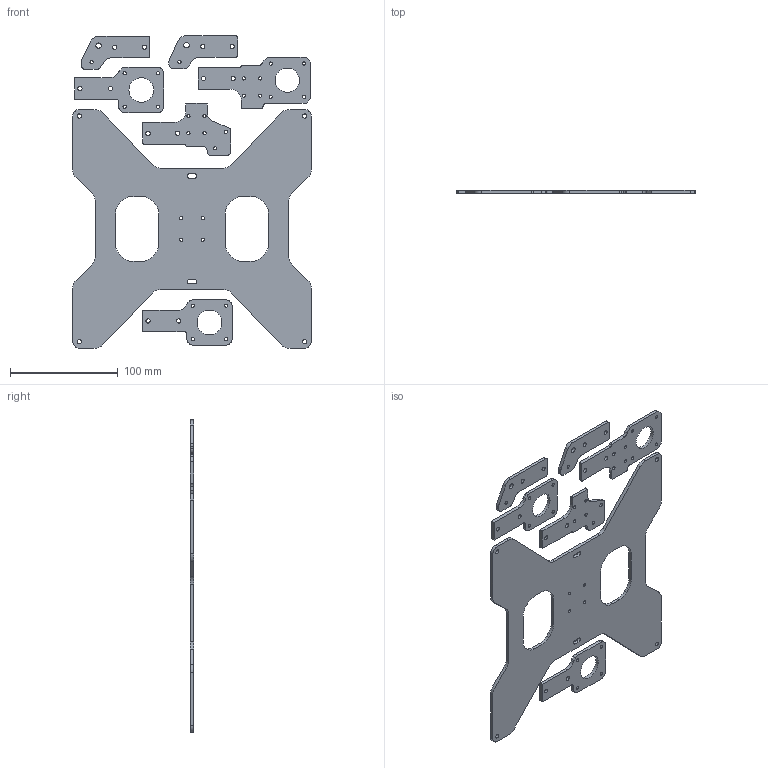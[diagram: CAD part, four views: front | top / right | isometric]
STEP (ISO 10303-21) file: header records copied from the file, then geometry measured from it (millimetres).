
FILE_DESCRIPTION(/* description */ (''),/* implementation_level */ '2;1');
FILE_NAME(/* name */ 'Сборка.step',/* time_stamp */ '2020-11-26T20:54:47+01:00',/* author */ (''),/* organization */ (''),/* preprocessor_version */ 'ST-DEVELOPER v18.1',/* originating_system */ 'Autodesk Translation Framework v9.3.0.1241',/* authorisation */ '');
FILE_SCHEMA (('AUTOMOTIVE_DESIGN { 1 0 10303 214 3 1 1 }'));
Length unit declared in the file: millimetre
Products named in the file (6): Untitled; Деталь2 - 2шт; Деталь3 - 2шт; Деталь4 - 1шт; Деталь5 - 1шт; Деталь1 - 1шт
Assembly tree (7 placements, depth 2):
  Untitled
    Деталь2 - 2шт  x2
    Деталь3 - 2шт  x2
    Деталь4 - 1шт
    Деталь5 - 1шт
    Деталь1 - 1шт
Bounding box: 221.5 x 3 x 289.97 mm (x, y, z)
Volume: 120665.6 mm3; surface area: 90744.5 mm2
Topology: 7 solids, 7 shells, 257 faces, 729 edges, 486 vertices
Faces by surface type: cylinder 144, plane 113
Full cylindrical faces by diameter (mm): 3 x28, 4 x16, 5 x2, 22.5 x1, 23 x2
Entity records: 7216 total; most frequent: DIRECTION 1263, CARTESIAN_POINT 1205, ORIENTED_EDGE 1182, EDGE_CURVE 591, AXIS2_PLACEMENT_3D 452, VERTEX_POINT 394, LINE 359, VECTOR 359
